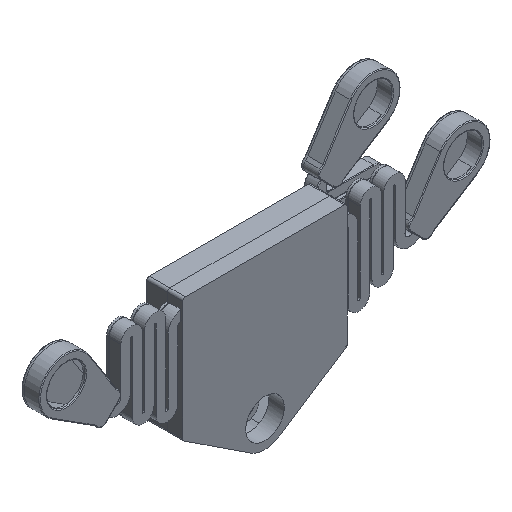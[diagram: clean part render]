
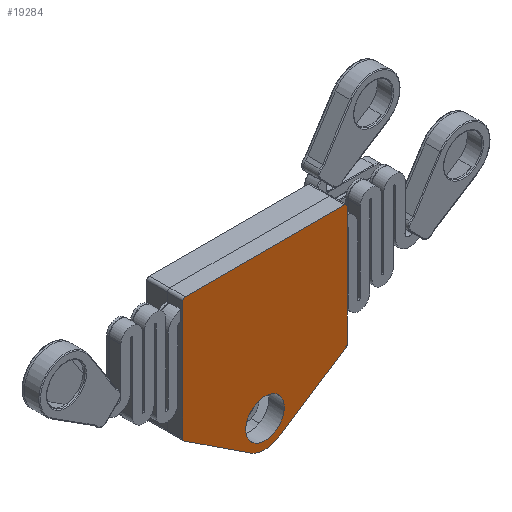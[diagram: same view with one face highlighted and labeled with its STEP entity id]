
A CAD part, isometric view. The second image highlights one B-rep face of the part: STEP entity #19284.
In plain terms, the highlighted planar face has unit normal (0, -1, 0).
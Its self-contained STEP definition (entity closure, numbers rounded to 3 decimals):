
#48=FACE_BOUND('',#3018,.T.);
#628=PLANE('',#21408);
#1888=FACE_OUTER_BOUND('',#3017,.T.);
#3017=EDGE_LOOP('',(#17299,#17300,#17301,#17302,#17303,#17304,#17305,#17306,
#17307,#17308));
#3018=EDGE_LOOP('',(#17309));
#4493=LINE('',#32801,#6273);
#4507=LINE('',#32830,#6287);
#4514=LINE('',#32846,#6294);
#4518=LINE('',#32858,#6298);
#4547=LINE('',#32930,#6327);
#6273=VECTOR('',#26634,10.);
#6287=VECTOR('',#26666,10.);
#6294=VECTOR('',#26679,10.);
#6298=VECTOR('',#26691,10.);
#6327=VECTOR('',#26746,10.);
#7529=CIRCLE('',#21287,1.);
#7530=CIRCLE('',#21290,1.);
#7532=CIRCLE('',#21294,1.);
#7539=CIRCLE('',#21307,1.);
#7555=CIRCLE('',#21401,7.5);
#7556=CIRCLE('',#21407,10.5);
#9043=VERTEX_POINT('',#32798);
#9044=VERTEX_POINT('',#32800);
#9048=VERTEX_POINT('',#32822);
#9049=VERTEX_POINT('',#32824);
#9050=VERTEX_POINT('',#32828);
#9051=VERTEX_POINT('',#32832);
#9056=VERTEX_POINT('',#32844);
#9058=VERTEX_POINT('',#32850);
#9060=VERTEX_POINT('',#32856);
#9090=VERTEX_POINT('',#32926);
#9178=VERTEX_POINT('',#33260);
#11677=EDGE_CURVE('',#9043,#9044,#4493,.T.);
#11689=EDGE_CURVE('',#9048,#9049,#7529,.T.);
#11692=EDGE_CURVE('',#9048,#9050,#4507,.T.);
#11694=EDGE_CURVE('',#9051,#9043,#7530,.T.);
#11700=EDGE_CURVE('',#9051,#9056,#4514,.T.);
#11703=EDGE_CURVE('',#9058,#9056,#7532,.T.);
#11706=EDGE_CURVE('',#9058,#9060,#4518,.T.);
#11741=EDGE_CURVE('',#9090,#9060,#7539,.T.);
#11742=EDGE_CURVE('',#9090,#9049,#4547,.T.);
#11909=EDGE_CURVE('',#9178,#9178,#7555,.T.);
#11912=EDGE_CURVE('',#9044,#9050,#7556,.T.);
#17299=ORIENTED_EDGE('',*,*,#11689,.F.);
#17300=ORIENTED_EDGE('',*,*,#11692,.T.);
#17301=ORIENTED_EDGE('',*,*,#11912,.F.);
#17302=ORIENTED_EDGE('',*,*,#11677,.F.);
#17303=ORIENTED_EDGE('',*,*,#11694,.F.);
#17304=ORIENTED_EDGE('',*,*,#11700,.T.);
#17305=ORIENTED_EDGE('',*,*,#11703,.F.);
#17306=ORIENTED_EDGE('',*,*,#11706,.T.);
#17307=ORIENTED_EDGE('',*,*,#11741,.F.);
#17308=ORIENTED_EDGE('',*,*,#11742,.T.);
#17309=ORIENTED_EDGE('',*,*,#11909,.F.);
#19284=ADVANCED_FACE('',(#1888,#48),#628,.F.);
#21287=AXIS2_PLACEMENT_3D('',#32825,#26660,#26661);
#21290=AXIS2_PLACEMENT_3D('',#32834,#26670,#26671);
#21294=AXIS2_PLACEMENT_3D('',#32852,#26685,#26686);
#21307=AXIS2_PLACEMENT_3D('',#32928,#26742,#26743);
#21401=AXIS2_PLACEMENT_3D('',#33262,#27082,#27083);
#21407=AXIS2_PLACEMENT_3D('',#33270,#27096,#27097);
#21408=AXIS2_PLACEMENT_3D('',#33271,#27098,#27099);
#26634=DIRECTION('',(-0.835,0.,-0.55));
#26660=DIRECTION('center_axis',(0.,1.,0.));
#26661=DIRECTION('ref_axis',(-0.88,0.,-0.474));
#26666=DIRECTION('',(0.835,0.,-0.55));
#26670=DIRECTION('center_axis',(0.,1.,0.));
#26671=DIRECTION('ref_axis',(0.88,0.,-0.474));
#26679=DIRECTION('',(0.,0.,1.));
#26685=DIRECTION('center_axis',(0.,1.,0.));
#26686=DIRECTION('ref_axis',(0.707,0.,0.707));
#26691=DIRECTION('',(-1.,0.,0.));
#26742=DIRECTION('center_axis',(0.,1.,0.));
#26743=DIRECTION('ref_axis',(-0.707,0.,0.707));
#26746=DIRECTION('',(0.,0.,-1.));
#27082=DIRECTION('center_axis',(0.,-1.,0.));
#27083=DIRECTION('ref_axis',(1.,0.,0.));
#27096=DIRECTION('center_axis',(0.,1.,0.));
#27097=DIRECTION('ref_axis',(1.,0.,0.));
#27098=DIRECTION('center_axis',(0.,1.,0.));
#27099=DIRECTION('ref_axis',(1.,0.,0.));
#32798=CARTESIAN_POINT('',(31.55,-35.,-24.296));
#32800=CARTESIAN_POINT('',(5.775,-35.,-41.269));
#32801=CARTESIAN_POINT('',(32.,-35.,-24.));
#32822=CARTESIAN_POINT('',(-31.55,-35.,-24.296));
#32824=CARTESIAN_POINT('',(-32.,-35.,-23.461));
#32825=CARTESIAN_POINT('Origin',(-31.,-35.,-23.461));
#32828=CARTESIAN_POINT('',(-5.775,-35.,-41.269));
#32830=CARTESIAN_POINT('',(-32.,-35.,-24.));
#32832=CARTESIAN_POINT('',(32.,-35.,-23.461));
#32834=CARTESIAN_POINT('Origin',(31.,-35.,-23.461));
#32844=CARTESIAN_POINT('',(32.,-35.,23.));
#32846=CARTESIAN_POINT('',(32.,-35.,-24.));
#32850=CARTESIAN_POINT('',(31.,-35.,24.));
#32852=CARTESIAN_POINT('Origin',(31.,-35.,23.));
#32856=CARTESIAN_POINT('',(-31.,-35.,24.));
#32858=CARTESIAN_POINT('',(32.,-35.,24.));
#32926=CARTESIAN_POINT('',(-32.,-35.,23.));
#32928=CARTESIAN_POINT('Origin',(-31.,-35.,23.));
#32930=CARTESIAN_POINT('',(-32.,-35.,24.));
#33260=CARTESIAN_POINT('',(-7.5,-35.,-32.5));
#33262=CARTESIAN_POINT('Origin',(0.,-35.,-32.5));
#33270=CARTESIAN_POINT('Origin',(0.,-35.,-32.5));
#33271=CARTESIAN_POINT('Origin',(0.,-35.,-9.5));
